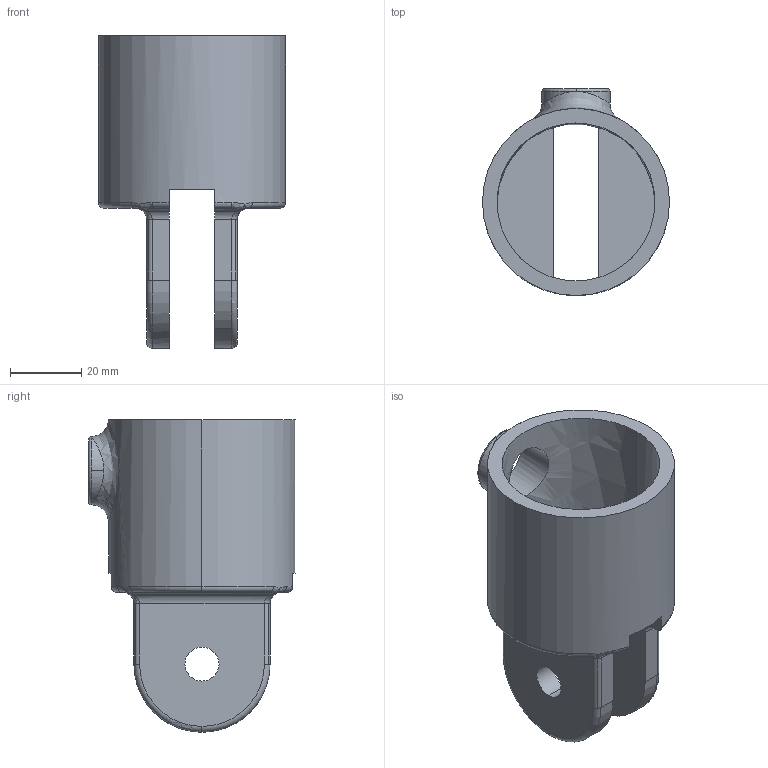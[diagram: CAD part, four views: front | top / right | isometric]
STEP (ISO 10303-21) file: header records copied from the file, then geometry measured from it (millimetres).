
FILE_DESCRIPTION((''),'2;1');
FILE_NAME('kkf50-7.stp','2002-01-01T14:23:58',('Administrator'),(''),'Autodesk Inventor (tm) 3.0','Autodesk Inventor (tm) 3.0','');
FILE_SCHEMA(('CONFIG_CONTROL_DESIGN'));
Length unit declared in the file: inch
Products named in the file (1): kkf50-7
Bounding box: 52.32 x 57.91 x 87.38 mm (x, y, z)
Volume: 50452.4 mm3; surface area: 23775.1 mm2
Topology: 1 solids, 1 shells, 87 faces, 220 edges, 134 vertices
Faces by surface type: cylinder 28, bspline 23, plane 18, torus 14, sphere 4
Entity records: 4628 total; most frequent: CARTESIAN_POINT 2451, DIRECTION 450, ORIENTED_EDGE 440, EDGE_CURVE 220, AXIS2_PLACEMENT_3D 192, VERTEX_POINT 134, CIRCLE 111, EDGE_LOOP 94
